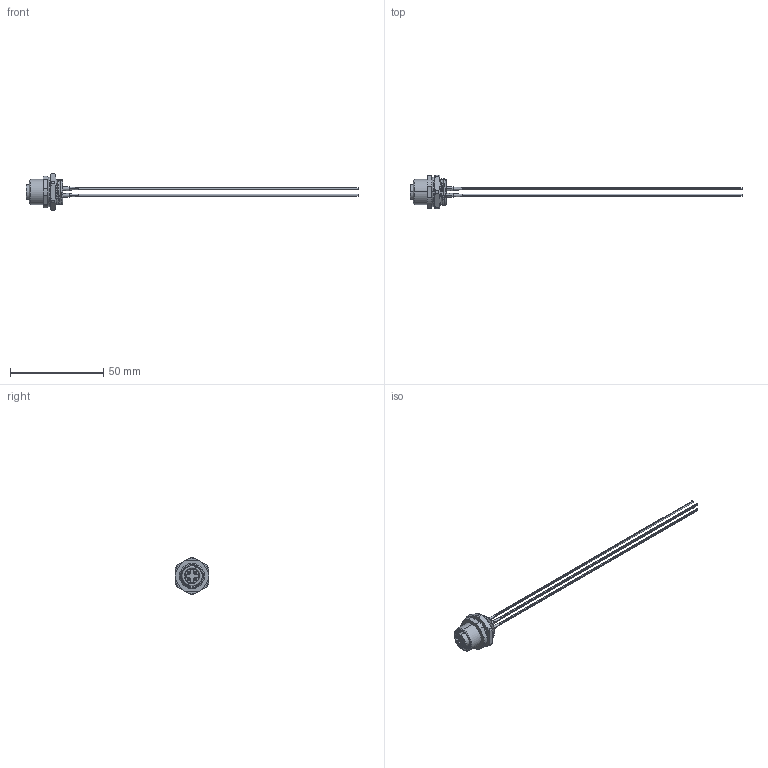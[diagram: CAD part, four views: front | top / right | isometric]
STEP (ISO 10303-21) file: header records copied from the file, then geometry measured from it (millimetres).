
FILE_DESCRIPTION (( 'STEP AP203' ), '1' );
FILE_NAME ('10-04037.STEP', '2022-04-12T15:44:34', ( '' ), ( '' ), 'SwSTEP 2.0', 'SolidWorks 2021', '' );
FILE_SCHEMA (( 'CONFIG_CONTROL_DESIGN' ));
Length unit declared in the file: millimetre
Products named in the file (13): 54-00181-05___; 54-00181-03___; 54-00181-02___; 54-00181-06___; 54-00181-01___; Heat shrink; 10-04037; 30-01762_blunt cut; 30-01765_blunt cut; 54-00181; 30-01763_blunt cut; 30-01764_blunt cut; 54-00181-04___
Assembly tree (18 placements, depth 3):
  10-04037
    54-00181
      54-00181-01___
      54-00181-02___
      54-00181-03___  x4
      54-00181-06___
      54-00181-05___
      54-00181-04___
    Heat shrink  x4
    30-01762_blunt cut
    30-01765_blunt cut
    30-01763_blunt cut
    30-01764_blunt cut
Bounding box: 178.4 x 18 x 20 mm (x, y, z)
Volume: 3315.4 mm3; surface area: 19910.9 mm2
Topology: 177 solids, 177 shells, 1567 faces, 3475 edges, 2275 vertices
Faces by surface type: cylinder 870, plane 496, torus 83, cone 69, bspline 49
Entity records: 41809 total; most frequent: CARTESIAN_POINT 10861, DIRECTION 6660, ORIENTED_EDGE 5540, AXIS2_PLACEMENT_3D 2859, EDGE_CURVE 2770, VERTEX_POINT 1831, EDGE_LOOP 1635, CIRCLE 1568
